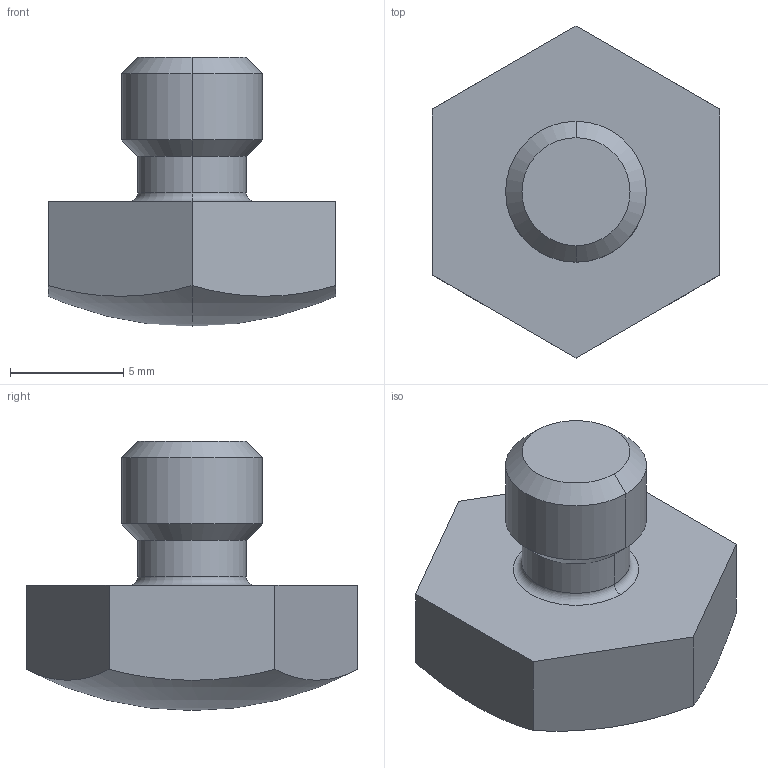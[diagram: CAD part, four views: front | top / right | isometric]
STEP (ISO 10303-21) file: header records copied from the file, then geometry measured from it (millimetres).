
FILE_DESCRIPTION((''),'2;1');
FILE_NAME('ILC64210410','2005-06-27T',('KR'),(''),'PRO/ENGINEER BY PARAMETRIC TECHNOLOGY CORPORATION, 2004290','PRO/ENGINEER BY PARAMETRIC TECHNOLOGY CORPORATION, 2004290','');
FILE_SCHEMA(('AUTOMOTIVE_DESIGN_CC2 { 1 2 10303 214 -1 1 5 2 }'));
Length unit declared in the file: inch
Products named in the file (1): ILC64210410
Bounding box: 12.7 x 14.66 x 11.89 mm (x, y, z)
Volume: 830.2 mm3; surface area: 584 mm2
Topology: 1 solids, 1 shells, 20 faces, 44 edges, 25 vertices
Faces by surface type: plane 8, cylinder 4, cone 4, sphere 2, torus 2
Entity records: 657 total; most frequent: COLOUR_RGB 105, DIRECTION 104, CARTESIAN_POINT 87, ORIENTED_EDGE 84, AXIS2_PLACEMENT_3D 42, EDGE_CURVE 42, VERTEX_POINT 25, CIRCLE 22
